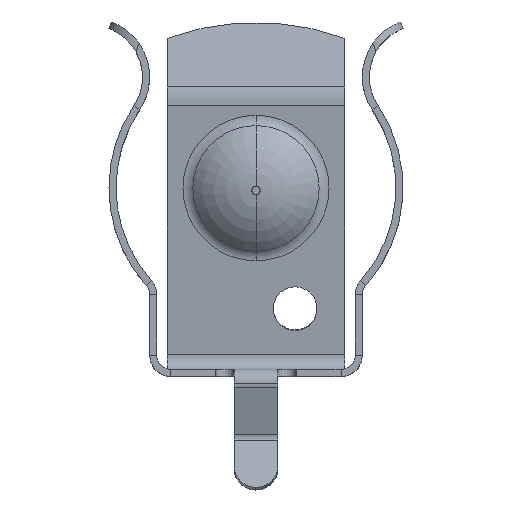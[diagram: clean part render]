
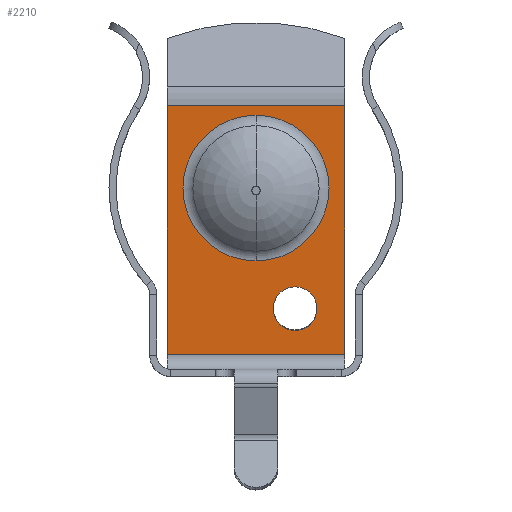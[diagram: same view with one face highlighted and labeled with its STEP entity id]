
A CAD part, top view. The second image highlights one B-rep face of the part: STEP entity #2210.
In plain terms, the highlighted planar face has unit normal (0, -0.087, 0.996).
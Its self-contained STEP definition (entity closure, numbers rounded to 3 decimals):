
#34 = DIRECTION ( 'NONE',  ( 0., -0.087, 0.996 ) ) ;
#102 = EDGE_CURVE ( 'NONE', #500, #229, #1498, .T. ) ;
#136 = CIRCLE ( 'NONE', #1907, 0.785 ) ;
#219 = CARTESIAN_POINT ( 'NONE',  ( 0., 8.213, -4.172 ) ) ;
#229 = VERTEX_POINT ( 'NONE', #951 ) ;
#251 = ORIENTED_EDGE ( 'NONE', *, *, #3480, .F. ) ;
#271 = EDGE_CURVE ( 'NONE', #2184, #342, #3345, .T. ) ;
#288 = DIRECTION ( 'NONE',  ( 0., -0.996, -0.087 ) ) ;
#326 = CARTESIAN_POINT ( 'NONE',  ( 1.4, 6.5, -4.322 ) ) ;
#342 = VERTEX_POINT ( 'NONE', #747 ) ;
#358 = DIRECTION ( 'NONE',  ( -1., 0., 0. ) ) ;
#497 = EDGE_LOOP ( 'NONE', ( #1164, #2987 ) ) ;
#500 = VERTEX_POINT ( 'NONE', #2255 ) ;
#509 = EDGE_CURVE ( 'NONE', #1461, #2203, #136, .T. ) ;
#568 = DIRECTION ( 'NONE',  ( 0., -0.996, -0.087 ) ) ;
#586 = DIRECTION ( 'NONE',  ( 0., 0.087, -0.996 ) ) ;
#616 = FACE_OUTER_BOUND ( 'NONE', #1086, .T. ) ;
#644 = DIRECTION ( 'NONE',  ( 0., 0.996, 0.087 ) ) ;
#654 = AXIS2_PLACEMENT_3D ( 'NONE', #2960, #1835, #1028 ) ;
#661 = FACE_BOUND ( 'NONE', #898, .T. ) ;
#747 = CARTESIAN_POINT ( 'NONE',  ( 0., 13.431, -3.716 ) ) ;
#898 = EDGE_LOOP ( 'NONE', ( #3584, #2425 ) ) ;
#906 = VECTOR ( 'NONE', #2840, 1000. ) ;
#951 = CARTESIAN_POINT ( 'NONE',  ( 3.175, 13.77, -3.686 ) ) ;
#1028 = DIRECTION ( 'NONE',  ( 0., -0.996, -0.087 ) ) ;
#1086 = EDGE_LOOP ( 'NONE', ( #3231, #2303, #251, #2157 ) ) ;
#1136 = AXIS2_PLACEMENT_3D ( 'NONE', #2235, #34, #568 ) ;
#1164 = ORIENTED_EDGE ( 'NONE', *, *, #3441, .F. ) ;
#1195 = EDGE_CURVE ( 'NONE', #342, #2184, #2007, .T. ) ;
#1216 = LINE ( 'NONE', #2001, #2895 ) ;
#1312 = CARTESIAN_POINT ( 'NONE',  ( 1.4, 5.718, -4.391 ) ) ;
#1348 = PLANE ( 'NONE',  #2495 ) ;
#1451 = DIRECTION ( 'NONE',  ( 1., 0., 0. ) ) ;
#1461 = VERTEX_POINT ( 'NONE', #3068 ) ;
#1471 = VECTOR ( 'NONE', #358, 1000. ) ;
#1498 = LINE ( 'NONE', #1741, #1586 ) ;
#1586 = VECTOR ( 'NONE', #1451, 1000. ) ;
#1631 = CARTESIAN_POINT ( 'NONE',  ( 3.175, 4.868, -4.465 ) ) ;
#1705 = DIRECTION ( 'NONE',  ( 0., -0.996, -0.087 ) ) ;
#1741 = CARTESIAN_POINT ( 'NONE',  ( -8.46, 13.77, -3.686 ) ) ;
#1835 = DIRECTION ( 'NONE',  ( 0., 0.087, -0.996 ) ) ;
#1897 = DIRECTION ( 'NONE',  ( 0., -0.087, 0.996 ) ) ;
#1907 = AXIS2_PLACEMENT_3D ( 'NONE', #326, #3411, #288 ) ;
#2001 = CARTESIAN_POINT ( 'NONE',  ( -3.175, 11.579, -3.878 ) ) ;
#2007 = CIRCLE ( 'NONE', #2511, 2.619 ) ;
#2157 = ORIENTED_EDGE ( 'NONE', *, *, #102, .F. ) ;
#2184 = VERTEX_POINT ( 'NONE', #219 ) ;
#2203 = VERTEX_POINT ( 'NONE', #1312 ) ;
#2210 = ADVANCED_FACE ( 'NONE', ( #661, #2696, #616 ), #1348, .T. ) ;
#2235 = CARTESIAN_POINT ( 'NONE',  ( 1.4, 6.5, -4.322 ) ) ;
#2255 = CARTESIAN_POINT ( 'NONE',  ( -3.175, 13.77, -3.686 ) ) ;
#2303 = ORIENTED_EDGE ( 'NONE', *, *, #3100, .F. ) ;
#2425 = ORIENTED_EDGE ( 'NONE', *, *, #1195, .T. ) ;
#2486 = CARTESIAN_POINT ( 'NONE',  ( 0., 10.822, -3.944 ) ) ;
#2495 = AXIS2_PLACEMENT_3D ( 'NONE', #3324, #1897, #3073 ) ;
#2511 = AXIS2_PLACEMENT_3D ( 'NONE', #2486, #586, #1705 ) ;
#2538 = CARTESIAN_POINT ( 'NONE',  ( 3.175, 4.314, -4.514 ) ) ;
#2592 = CARTESIAN_POINT ( 'NONE',  ( -3.175, 4.868, -4.465 ) ) ;
#2678 = VERTEX_POINT ( 'NONE', #2718 ) ;
#2696 = FACE_BOUND ( 'NONE', #497, .T. ) ;
#2718 = CARTESIAN_POINT ( 'NONE',  ( 3.175, 4.868, -4.465 ) ) ;
#2840 = DIRECTION ( 'NONE',  ( 0., -0.996, -0.087 ) ) ;
#2895 = VECTOR ( 'NONE', #644, 1000. ) ;
#2960 = CARTESIAN_POINT ( 'NONE',  ( 0., 10.822, -3.944 ) ) ;
#2987 = ORIENTED_EDGE ( 'NONE', *, *, #509, .F. ) ;
#3068 = CARTESIAN_POINT ( 'NONE',  ( 1.4, 7.282, -4.254 ) ) ;
#3073 = DIRECTION ( 'NONE',  ( 0., -0.996, -0.087 ) ) ;
#3100 = EDGE_CURVE ( 'NONE', #2678, #3237, #3502, .T. ) ;
#3167 = EDGE_CURVE ( 'NONE', #3237, #500, #1216, .T. ) ;
#3231 = ORIENTED_EDGE ( 'NONE', *, *, #3167, .F. ) ;
#3237 = VERTEX_POINT ( 'NONE', #2592 ) ;
#3244 = CIRCLE ( 'NONE', #1136, 0.785 ) ;
#3287 = LINE ( 'NONE', #2538, #906 ) ;
#3324 = CARTESIAN_POINT ( 'NONE',  ( 0., 0.376, -4.858 ) ) ;
#3345 = CIRCLE ( 'NONE', #654, 2.619 ) ;
#3411 = DIRECTION ( 'NONE',  ( 0., -0.087, 0.996 ) ) ;
#3441 = EDGE_CURVE ( 'NONE', #2203, #1461, #3244, .T. ) ;
#3480 = EDGE_CURVE ( 'NONE', #229, #2678, #3287, .T. ) ;
#3502 = LINE ( 'NONE', #1631, #1471 ) ;
#3584 = ORIENTED_EDGE ( 'NONE', *, *, #271, .T. ) ;
